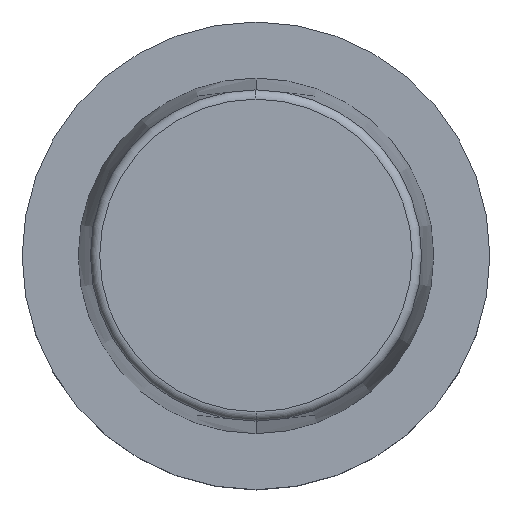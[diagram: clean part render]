
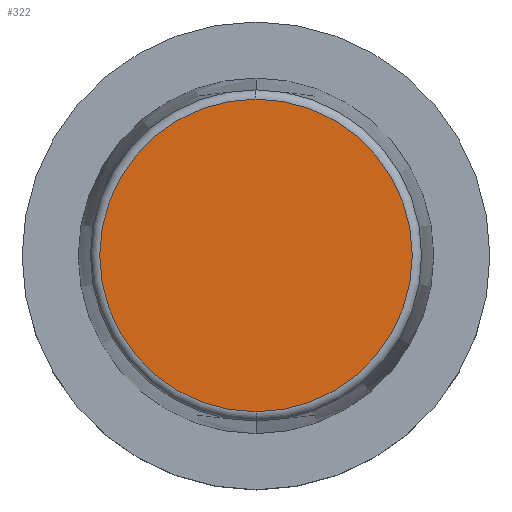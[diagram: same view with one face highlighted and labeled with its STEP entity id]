
A CAD part, top view. The second image highlights one B-rep face of the part: STEP entity #322.
In plain terms, the highlighted planar face has unit normal (0, 0, 1).
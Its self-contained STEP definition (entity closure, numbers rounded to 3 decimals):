
#250=EDGE_CURVE('',#376,#410,#648,.T.);
#274=EDGE_CURVE('',#410,#376,#675,.T.);
#322=ADVANCED_FACE('',(#729),#730,.T.);
#376=VERTEX_POINT('',#793);
#410=VERTEX_POINT('',#829);
#648=CIRCLE('',#1096,33.41);
#675=CIRCLE('',#1133,33.41);
#729=FACE_OUTER_BOUND('',#1201,.T.);
#730=PLANE('',#1202);
#793=CARTESIAN_POINT('',(0.0,33.41,50.0));
#829=CARTESIAN_POINT('',(0.,-33.41,50.0));
#1096=AXIS2_PLACEMENT_3D('',#1650,#1651,#1652);
#1133=AXIS2_PLACEMENT_3D('',#1689,#1690,#1691);
#1201=EDGE_LOOP('',(#1760,#1761));
#1202=AXIS2_PLACEMENT_3D('',#1762,#1763,#1764);
#1650=CARTESIAN_POINT('',(0.0,0.0,50.0));
#1651=DIRECTION('',(0.0,0.0,-1.0));
#1652=DIRECTION('',(0.0,1.0,0.0));
#1689=CARTESIAN_POINT('',(0.0,0.0,50.0));
#1690=DIRECTION('',(0.0,0.0,-1.0));
#1691=DIRECTION('',(0.0,1.0,0.0));
#1760=ORIENTED_EDGE('',*,*,#250,.F.);
#1761=ORIENTED_EDGE('',*,*,#274,.F.);
#1762=CARTESIAN_POINT('',(0.0,16.705,50.0));
#1763=DIRECTION('',(-0.0,0.0,1.0));
#1764=DIRECTION('',(0.0,-1.0,0.0));
